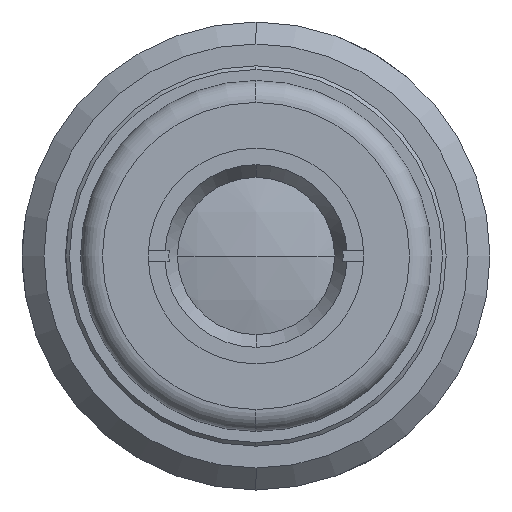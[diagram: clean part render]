
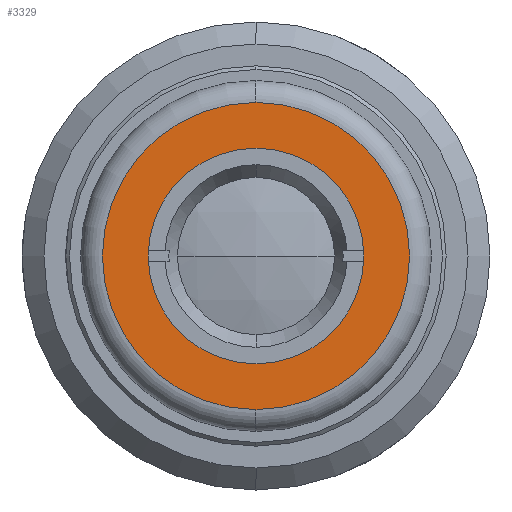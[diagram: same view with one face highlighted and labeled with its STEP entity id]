
A CAD part, left-side view. The second image highlights one B-rep face of the part: STEP entity #3329.
In plain terms, the highlighted planar face has unit normal (-1, 0, 0).
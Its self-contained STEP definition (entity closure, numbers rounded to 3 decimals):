
#36 = DIRECTION ( 'NONE',  ( 0., 0., -1. ) ) ;
#264 = ORIENTED_EDGE ( 'NONE', *, *, #2869, .F. ) ;
#303 = ORIENTED_EDGE ( 'NONE', *, *, #813, .F. ) ;
#333 = CARTESIAN_POINT ( 'NONE',  ( -33.9, 24., 0. ) ) ;
#395 = DIRECTION ( 'NONE',  ( -1., 0., 0. ) ) ;
#413 = ORIENTED_EDGE ( 'NONE', *, *, #1338, .T. ) ;
#623 = AXIS2_PLACEMENT_3D ( 'NONE', #3634, #3088, #3361 ) ;
#720 = CARTESIAN_POINT ( 'NONE',  ( -33.9, 0., -14.75 ) ) ;
#743 = CIRCLE ( 'NONE', #3223, 21. ) ;
#813 = EDGE_CURVE ( 'NONE', #3649, #2291, #1358, .T. ) ;
#815 = CARTESIAN_POINT ( 'NONE',  ( -33.9, 0., -21. ) ) ;
#825 = ORIENTED_EDGE ( 'NONE', *, *, #864, .T. ) ;
#826 = CARTESIAN_POINT ( 'NONE',  ( -33.9, 0., 14.75 ) ) ;
#859 = CIRCLE ( 'NONE', #1671, 21. ) ;
#864 = EDGE_CURVE ( 'NONE', #1829, #3116, #859, .T. ) ;
#932 = PLANE ( 'NONE',  #2195 ) ;
#1322 = DIRECTION ( 'NONE',  ( 0., 0., 1. ) ) ;
#1338 = EDGE_CURVE ( 'NONE', #3116, #1829, #743, .T. ) ;
#1358 = CIRCLE ( 'NONE', #2300, 14.75 ) ;
#1517 = DIRECTION ( 'NONE',  ( 1., 0., 0. ) ) ;
#1533 = FACE_OUTER_BOUND ( 'NONE', #3023, .T. ) ;
#1671 = AXIS2_PLACEMENT_3D ( 'NONE', #1882, #395, #3378 ) ;
#1829 = VERTEX_POINT ( 'NONE', #3773 ) ;
#1882 = CARTESIAN_POINT ( 'NONE',  ( -33.9, 0., 0. ) ) ;
#1897 = CARTESIAN_POINT ( 'NONE',  ( -33.9, 0., 0. ) ) ;
#2105 = FACE_BOUND ( 'NONE', #2547, .T. ) ;
#2123 = CIRCLE ( 'NONE', #623, 14.75 ) ;
#2178 = CARTESIAN_POINT ( 'NONE',  ( -33.9, 0., 0. ) ) ;
#2195 = AXIS2_PLACEMENT_3D ( 'NONE', #333, #1517, #36 ) ;
#2291 = VERTEX_POINT ( 'NONE', #720 ) ;
#2300 = AXIS2_PLACEMENT_3D ( 'NONE', #2178, #2813, #1322 ) ;
#2547 = EDGE_LOOP ( 'NONE', ( #303, #264 ) ) ;
#2813 = DIRECTION ( 'NONE',  ( -1., 0., 0. ) ) ;
#2869 = EDGE_CURVE ( 'NONE', #2291, #3649, #2123, .T. ) ;
#3023 = EDGE_LOOP ( 'NONE', ( #413, #825 ) ) ;
#3069 = DIRECTION ( 'NONE',  ( -1., 0., 0. ) ) ;
#3088 = DIRECTION ( 'NONE',  ( -1., 0., 0. ) ) ;
#3116 = VERTEX_POINT ( 'NONE', #815 ) ;
#3223 = AXIS2_PLACEMENT_3D ( 'NONE', #1897, #3069, #3675 ) ;
#3329 = ADVANCED_FACE ( 'NONE', ( #1533, #2105 ), #932, .F. ) ;
#3361 = DIRECTION ( 'NONE',  ( 0., 0., 1. ) ) ;
#3378 = DIRECTION ( 'NONE',  ( 0., 0., -1. ) ) ;
#3634 = CARTESIAN_POINT ( 'NONE',  ( -33.9, 0., 0. ) ) ;
#3649 = VERTEX_POINT ( 'NONE', #826 ) ;
#3675 = DIRECTION ( 'NONE',  ( 0., 0., -1. ) ) ;
#3773 = CARTESIAN_POINT ( 'NONE',  ( -33.9, 0., 21. ) ) ;
